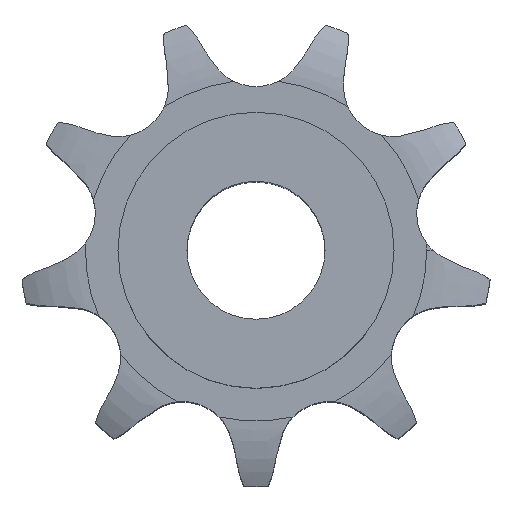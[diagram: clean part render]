
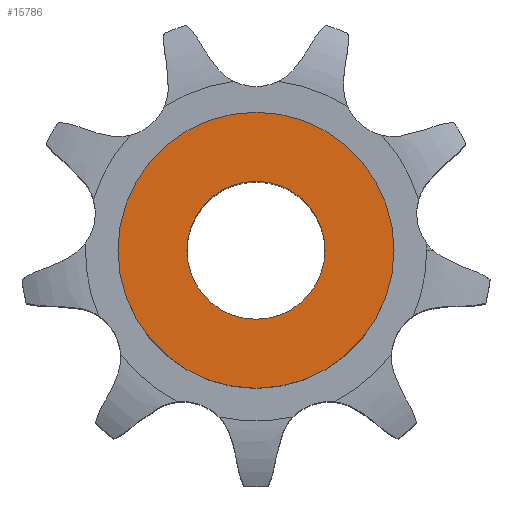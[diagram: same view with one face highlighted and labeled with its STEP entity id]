
A CAD part, top view. The second image highlights one B-rep face of the part: STEP entity #15786.
In plain terms, the highlighted planar face has unit normal (0, 0, 1).
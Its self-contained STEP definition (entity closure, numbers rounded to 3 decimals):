
#8596 = CYLINDRICAL_SURFACE('',#8597,6.);
#8597 = AXIS2_PLACEMENT_3D('',#8598,#8599,#8600);
#8598 = CARTESIAN_POINT('',(0.,0.,87.586));
#8599 = DIRECTION('',(0.,0.,1.));
#8600 = DIRECTION('',(1.,0.,0.));
#10821 = EDGE_CURVE('',#10822,#10822,#10824,.T.);
#10822 = VERTEX_POINT('',#10823);
#10823 = CARTESIAN_POINT('',(6.,0.,46.));
#10824 = SURFACE_CURVE('',#10825,(#10830,#10837),.PCURVE_S1.);
#10825 = CIRCLE('',#10826,6.);
#10826 = AXIS2_PLACEMENT_3D('',#10827,#10828,#10829);
#10827 = CARTESIAN_POINT('',(0.,0.,46.));
#10828 = DIRECTION('',(0.,0.,1.));
#10829 = DIRECTION('',(1.,0.,0.));
#10830 = PCURVE('',#8596,#10831);
#10831 = DEFINITIONAL_REPRESENTATION('',(#10832),#10836);
#10832 = LINE('',#10833,#10834);
#10833 = CARTESIAN_POINT('',(0.,-41.586));
#10834 = VECTOR('',#10835,1.);
#10835 = DIRECTION('',(1.,0.));
#10836 = ( GEOMETRIC_REPRESENTATION_CONTEXT(2) 
PARAMETRIC_REPRESENTATION_CONTEXT() REPRESENTATION_CONTEXT('2D SPACE',''
  ) );
#10837 = PCURVE('',#10838,#10843);
#10838 = PLANE('',#10839);
#10839 = AXIS2_PLACEMENT_3D('',#10840,#10841,#10842);
#10840 = CARTESIAN_POINT('',(0.,0.,46.)
  );
#10841 = DIRECTION('',(0.,0.,1.));
#10842 = DIRECTION('',(1.,0.,0.));
#10843 = DEFINITIONAL_REPRESENTATION('',(#10844),#10848);
#10844 = CIRCLE('',#10845,6.);
#10845 = AXIS2_PLACEMENT_2D('',#10846,#10847);
#10846 = CARTESIAN_POINT('',(0.,0.));
#10847 = DIRECTION('',(1.,0.));
#10848 = ( GEOMETRIC_REPRESENTATION_CONTEXT(2) 
PARAMETRIC_REPRESENTATION_CONTEXT() REPRESENTATION_CONTEXT('2D SPACE',''
  ) );
#15786 = ADVANCED_FACE('',(#15787,#15818),#10838,.T.);
#15787 = FACE_BOUND('',#15788,.T.);
#15788 = EDGE_LOOP('',(#15789));
#15789 = ORIENTED_EDGE('',*,*,#15790,.T.);
#15790 = EDGE_CURVE('',#15791,#15791,#15793,.T.);
#15791 = VERTEX_POINT('',#15792);
#15792 = CARTESIAN_POINT('',(12.,0.,46.));
#15793 = SURFACE_CURVE('',#15794,(#15799,#15806),.PCURVE_S1.);
#15794 = CIRCLE('',#15795,12.);
#15795 = AXIS2_PLACEMENT_3D('',#15796,#15797,#15798);
#15796 = CARTESIAN_POINT('',(0.,0.,46.));
#15797 = DIRECTION('',(0.,0.,1.));
#15798 = DIRECTION('',(1.,0.,0.));
#15799 = PCURVE('',#10838,#15800);
#15800 = DEFINITIONAL_REPRESENTATION('',(#15801),#15805);
#15801 = CIRCLE('',#15802,12.);
#15802 = AXIS2_PLACEMENT_2D('',#15803,#15804);
#15803 = CARTESIAN_POINT('',(0.,0.));
#15804 = DIRECTION('',(1.,0.));
#15805 = ( GEOMETRIC_REPRESENTATION_CONTEXT(2) 
PARAMETRIC_REPRESENTATION_CONTEXT() REPRESENTATION_CONTEXT('2D SPACE',''
  ) );
#15806 = PCURVE('',#15807,#15812);
#15807 = CYLINDRICAL_SURFACE('',#15808,12.);
#15808 = AXIS2_PLACEMENT_3D('',#15809,#15810,#15811);
#15809 = CARTESIAN_POINT('',(0.,0.,0.));
#15810 = DIRECTION('',(-0.,-0.,-1.));
#15811 = DIRECTION('',(1.,0.,0.));
#15812 = DEFINITIONAL_REPRESENTATION('',(#15813),#15817);
#15813 = LINE('',#15814,#15815);
#15814 = CARTESIAN_POINT('',(-0.,-46.));
#15815 = VECTOR('',#15816,1.);
#15816 = DIRECTION('',(-1.,0.));
#15817 = ( GEOMETRIC_REPRESENTATION_CONTEXT(2) 
PARAMETRIC_REPRESENTATION_CONTEXT() REPRESENTATION_CONTEXT('2D SPACE',''
  ) );
#15818 = FACE_BOUND('',#15819,.T.);
#15819 = EDGE_LOOP('',(#15820));
#15820 = ORIENTED_EDGE('',*,*,#10821,.F.);
